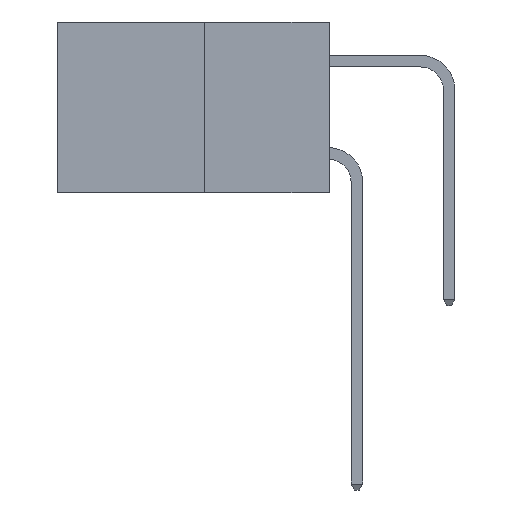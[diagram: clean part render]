
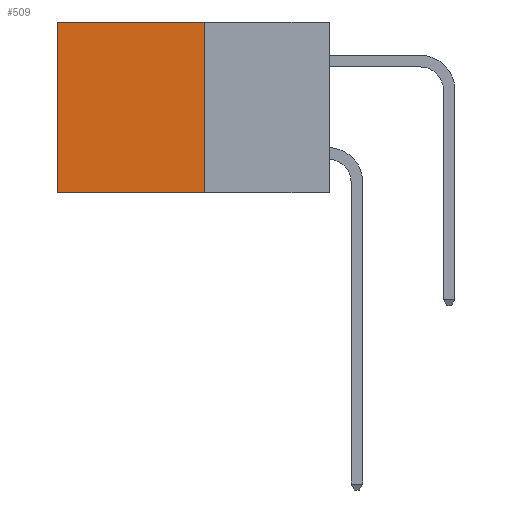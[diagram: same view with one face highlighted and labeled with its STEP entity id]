
A CAD part, left-side view. The second image highlights one B-rep face of the part: STEP entity #509.
In plain terms, the highlighted planar face has unit normal (-1, 0, 0).
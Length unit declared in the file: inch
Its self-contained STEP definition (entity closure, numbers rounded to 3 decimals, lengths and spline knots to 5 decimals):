
#365 = DIRECTION ( 'NONE',  ( 0., 1., 0. ) ) ;
#509 = ADVANCED_FACE ( 'NONE', ( #33345 ), #15369, .F. ) ;
#562 = VECTOR ( 'NONE', #20586, 39.37008 ) ;
#1744 = CARTESIAN_POINT ( 'NONE',  ( 0.277, 0.27, 0. ) ) ;
#3410 = VERTEX_POINT ( 'NONE', #19615 ) ;
#3616 = DIRECTION ( 'NONE',  ( 0., 0., -1. ) ) ;
#3962 = CARTESIAN_POINT ( 'NONE',  ( 0.277, 0.27, -0.37 ) ) ;
#4191 = LINE ( 'NONE', #11713, #24462 ) ;
#5662 = EDGE_CURVE ( 'NONE', #24568, #21538, #21016, .T. ) ;
#6124 = EDGE_CURVE ( 'NONE', #24568, #3410, #16442, .T. ) ;
#8644 = CARTESIAN_POINT ( 'NONE',  ( 0.277, 0.27, -0.37 ) ) ;
#9306 = DIRECTION ( 'NONE',  ( 0., 0., -1. ) ) ;
#11713 = CARTESIAN_POINT ( 'NONE',  ( 0.277, 0.59, -0.37 ) ) ;
#12531 = CARTESIAN_POINT ( 'NONE',  ( 0.277, 0.27, -0.37 ) ) ;
#13881 = AXIS2_PLACEMENT_3D ( 'NONE', #3962, #18139, #3616 ) ;
#14242 = CARTESIAN_POINT ( 'NONE',  ( 0.277, 0.27, 0. ) ) ;
#14349 = DIRECTION ( 'NONE',  ( 0., 0., -1. ) ) ;
#14774 = EDGE_CURVE ( 'NONE', #21538, #23318, #4191, .T. ) ;
#14829 = VECTOR ( 'NONE', #365, 39.37008 ) ;
#15369 = PLANE ( 'NONE',  #13881 ) ;
#16442 = LINE ( 'NONE', #8644, #33916 ) ;
#17320 = CARTESIAN_POINT ( 'NONE',  ( 0.277, 0.59, 0. ) ) ;
#18139 = DIRECTION ( 'NONE',  ( 1., 0., 0. ) ) ;
#19615 = CARTESIAN_POINT ( 'NONE',  ( 0.277, 0.27, -0.37 ) ) ;
#20222 = ORIENTED_EDGE ( 'NONE', *, *, #24167, .F. ) ;
#20586 = DIRECTION ( 'NONE',  ( 0., 1., 0. ) ) ;
#20719 = ORIENTED_EDGE ( 'NONE', *, *, #14774, .T. ) ;
#21016 = LINE ( 'NONE', #1744, #14829 ) ;
#21538 = VERTEX_POINT ( 'NONE', #17320 ) ;
#23318 = VERTEX_POINT ( 'NONE', #28153 ) ;
#24167 = EDGE_CURVE ( 'NONE', #3410, #23318, #28626, .T. ) ;
#24462 = VECTOR ( 'NONE', #14349, 39.37008 ) ;
#24568 = VERTEX_POINT ( 'NONE', #14242 ) ;
#27666 = ORIENTED_EDGE ( 'NONE', *, *, #5662, .T. ) ;
#28153 = CARTESIAN_POINT ( 'NONE',  ( 0.277, 0.59, -0.37 ) ) ;
#28626 = LINE ( 'NONE', #12531, #562 ) ;
#29226 = EDGE_LOOP ( 'NONE', ( #20719, #20222, #29281, #27666 ) ) ;
#29281 = ORIENTED_EDGE ( 'NONE', *, *, #6124, .F. ) ;
#33345 = FACE_OUTER_BOUND ( 'NONE', #29226, .T. ) ;
#33916 = VECTOR ( 'NONE', #9306, 39.37008 ) ;
